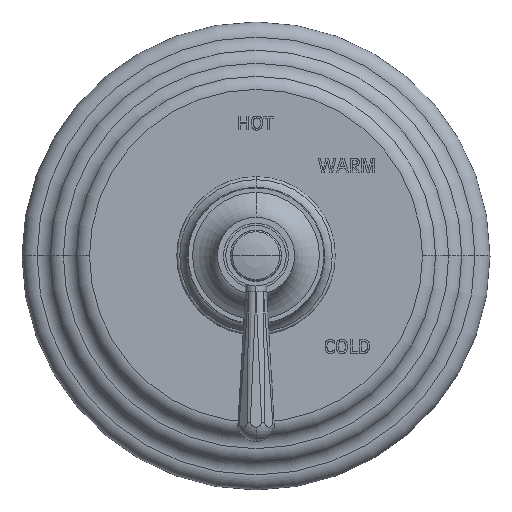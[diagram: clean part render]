
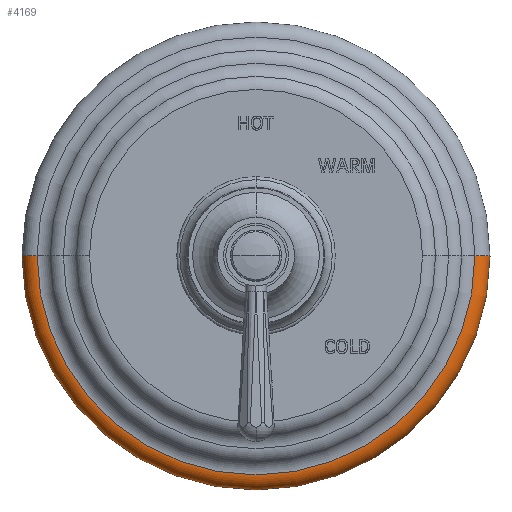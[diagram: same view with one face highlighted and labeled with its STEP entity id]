
A CAD part, top view. The second image highlights one B-rep face of the part: STEP entity #4169.
In plain terms, the highlighted toroidal (fillet/blend) face has major radius 92.075 mm and minor radius 6.35 mm.
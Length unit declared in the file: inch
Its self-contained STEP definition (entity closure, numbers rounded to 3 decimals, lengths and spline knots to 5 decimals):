
#2=CARTESIAN_POINT('',(0.,0.,0.));
#3=DIRECTION('',(0.,0.,-1.));
#4=DIRECTION('',(1.,0.,0.));
#5=AXIS2_PLACEMENT_3D('',#2,#3,#4);
#12=CARTESIAN_POINT('',(3.625,0.,0.));
#13=DIRECTION('',(0.,-1.,0.));
#14=DIRECTION('',(1.,0.,0.));
#15=AXIS2_PLACEMENT_3D('',#12,#13,#14);
#17=CARTESIAN_POINT('',(-3.625,0.,0.));
#18=DIRECTION('',(0.,1.,0.));
#19=DIRECTION('',(-1.,0.,0.));
#20=AXIS2_PLACEMENT_3D('',#17,#18,#19);
#37=CARTESIAN_POINT('',(0.,0.,0.25));
#38=DIRECTION('',(0.,0.,-1.));
#39=DIRECTION('',(1.,0.,0.));
#40=AXIS2_PLACEMENT_3D('',#37,#38,#39);
#3424=CARTESIAN_POINT('',(3.625,0.,0.25));
#3426=VERTEX_POINT('',#3424);
#3434=CARTESIAN_POINT('',(-3.625,0.,0.25));
#3436=VERTEX_POINT('',#3434);
#4008=CARTESIAN_POINT('',(3.875,0.,0.));
#4009=CARTESIAN_POINT('',(-3.875,0.,0.));
#4010=VERTEX_POINT('',#4008);
#4011=VERTEX_POINT('',#4009);
#4154=CARTESIAN_POINT('',(0.,0.,0.));
#4155=DIRECTION('',(0.,0.,-1.));
#4156=DIRECTION('',(-1.,0.,0.));
#4157=AXIS2_PLACEMENT_3D('',#4154,#4155,#4156);
#4158=TOROIDAL_SURFACE('',#4157,3.625,0.25);
#4160=ORIENTED_EDGE('',*,*,#4159,.T.);
#4162=ORIENTED_EDGE('',*,*,#4161,.T.);
#4164=ORIENTED_EDGE('',*,*,#4163,.F.);
#4166=ORIENTED_EDGE('',*,*,#4165,.F.);
#4167=EDGE_LOOP('',(#4160,#4162,#4164,#4166));
#4168=FACE_OUTER_BOUND('',#4167,.F.);
#4169=ADVANCED_FACE('',(#4168),#4158,.T.);
#6=CIRCLE('',#5,3.875);
#16=CIRCLE('',#15,0.25);
#21=CIRCLE('',#20,0.25);
#41=CIRCLE('',#40,3.625);
#4159=EDGE_CURVE('',#4010,#4011,#6,.T.);
#4161=EDGE_CURVE('',#4011,#3436,#21,.T.);
#4163=EDGE_CURVE('',#3426,#3436,#41,.T.);
#4165=EDGE_CURVE('',#4010,#3426,#16,.T.);
